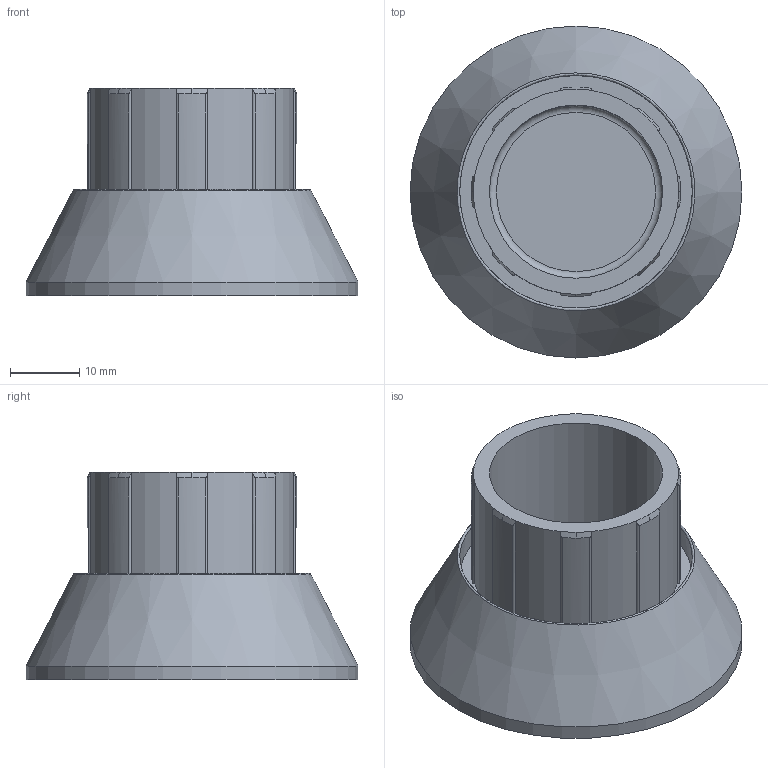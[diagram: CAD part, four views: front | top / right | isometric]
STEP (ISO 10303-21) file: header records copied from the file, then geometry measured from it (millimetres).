
FILE_DESCRIPTION(('FreeCAD Model'),'2;1');
FILE_NAME('Open CASCADE Shape Model','2025-02-08T16:06:46',(''),(''), 'Open CASCADE STEP processor 7.8','FreeCAD','Unknown');
FILE_SCHEMA(('AUTOMOTIVE_DESIGN { 1 0 10303 214 1 1 1 1 }'));
Length unit declared in the file: millimetre
Products named in the file (1): Körper
Bounding box: 47.95 x 47.95 x 30 mm (x, y, z)
Volume: 17369 mm3; surface area: 9202.7 mm2
Topology: 1 solids, 1 shells, 58 faces, 150 edges, 96 vertices
Faces by surface type: cylinder 35, cone 17, plane 4, bspline 1, torus 1
Full cylindrical faces by diameter (mm): 25 x1, 33.6 x1, 47.95 x1
Entity records: 5363 total; most frequent: CARTESIAN_POINT 2372, DIRECTION 568, ORIENTED_EDGE 300, PCURVE 300, DEFINITIONAL_REPRESENTATION 300, LINE 234, VECTOR 234, EDGE_CURVE 150
